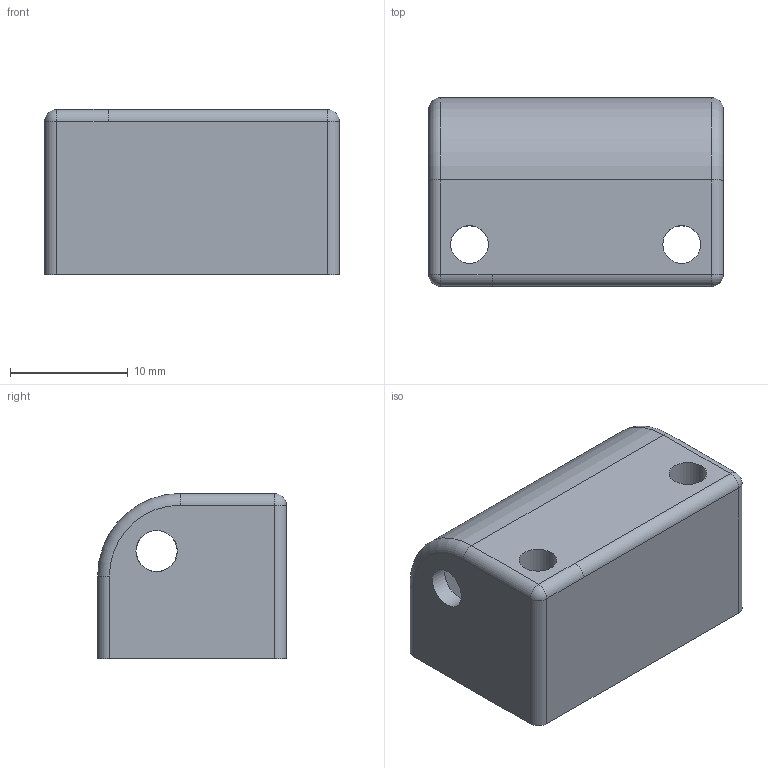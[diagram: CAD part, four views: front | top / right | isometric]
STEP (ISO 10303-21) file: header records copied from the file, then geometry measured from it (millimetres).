
FILE_DESCRIPTION(('STEP AP203'), '1');
FILE_NAME('Korpus_RBL', '', ('UNSPECIFIED'), ('UNSPECIFIED'), 'C3D Converter', 'C3D Toolkit', '');
FILE_SCHEMA(('CONFIG_CONTROL_DESIGN'));
Length unit declared in the file: millimetre
Bounding box: 25 x 16 x 14 mm (x, y, z)
Volume: 4007.2 mm3; surface area: 2584.8 mm2
Topology: 1 solids, 1 shells, 38 faces, 94 edges, 56 vertices
Faces by surface type: plane 18, cylinder 15, sphere 2, torus 2, cone 1
Full cylindrical faces by diameter (mm): 3.2 x2, 3.5 x2
Entity records: 1126 total; most frequent: CARTESIAN_POINT 200, DIRECTION 186, ORIENTED_EDGE 174, EDGE_CURVE 87, AXIS2_PLACEMENT_3D 66, VERTEX_POINT 56, LINE 54, VECTOR 54
